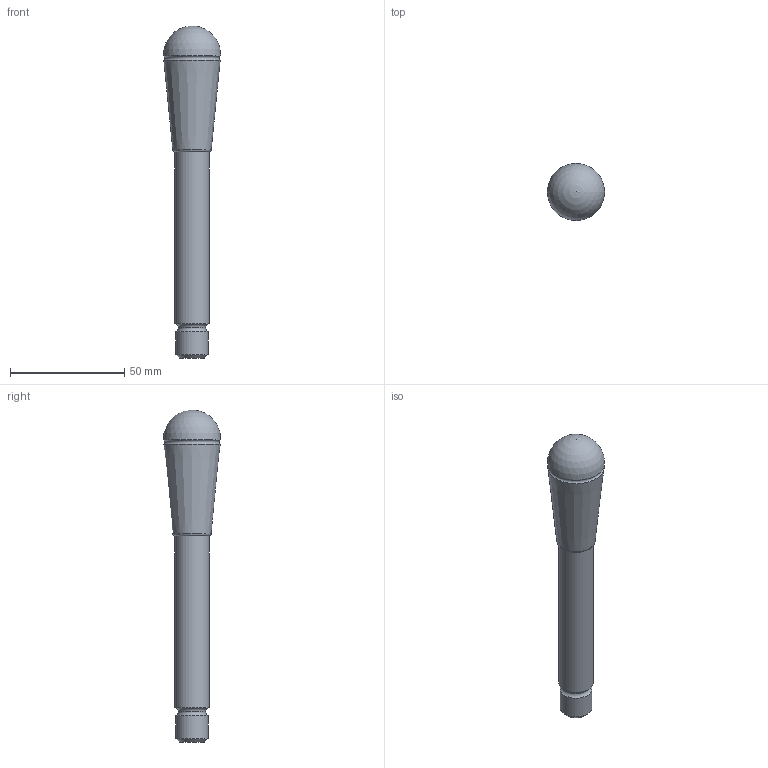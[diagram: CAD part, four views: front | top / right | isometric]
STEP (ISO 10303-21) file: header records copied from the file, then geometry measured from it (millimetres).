
FILE_DESCRIPTION( ( 'Unknown' ), '1' );
FILE_NAME( '6135015_BI25_M14x130.stp', 'Unknown', ( 'Unknown' ), ( 'Unknown' ), 'PSStep 11.0', 'Unknown', ' ' );
FILE_SCHEMA( ( 'AUTOMOTIVE_DESIGN { 1 0 10303 214 1 1 1 1 }' ) );
Length unit declared in the file: millimetre
Products named in the file (1): 6140010_MCC_25x55
Bounding box: 24.98 x 24.98 x 145 mm (x, y, z)
Volume: 33270 mm3; surface area: 8745.4 mm2
Topology: 1 solids, 3 shells, 20 faces, 43 edges, 27 vertices
Faces by surface type: cylinder 6, torus 5, cone 4, plane 4, sphere 1
Full cylindrical faces by diameter (mm): 8.376 x2, 10 x1, 11.8 x1, 14 x1, 15 x1
Entity records: 564 total; most frequent: DIRECTION 78, CARTESIAN_POINT 58, AXIS2_PLACEMENT_3D 39, EDGE_LOOP 36, ORIENTED_EDGE 36, FACE_OUTER_BOUND 31, STYLED_ITEM 20, PRESENTATION_STYLE_ASSIGNMENT 20
